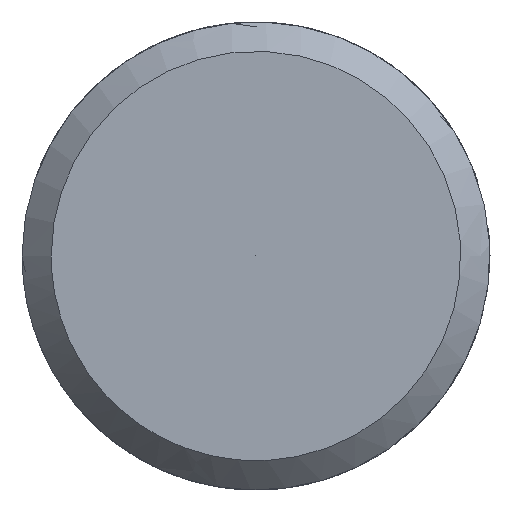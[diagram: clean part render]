
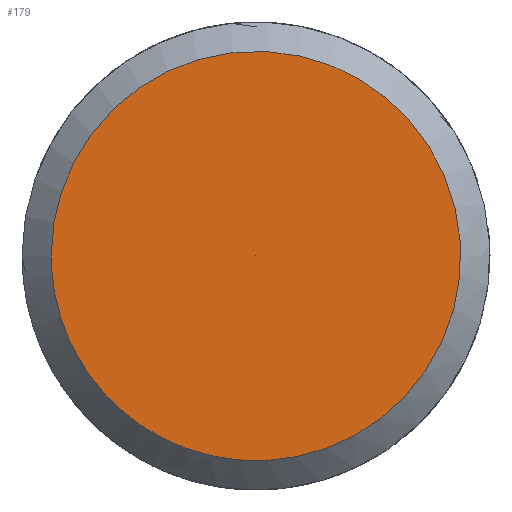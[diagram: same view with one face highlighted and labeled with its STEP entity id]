
A CAD part, left-side view. The second image highlights one B-rep face of the part: STEP entity #179.
In plain terms, the highlighted free-form (B-spline) face has degree [5, 1] with [6, 2] control points.
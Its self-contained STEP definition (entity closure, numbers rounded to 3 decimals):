
#107 = CARTESIAN_POINT ('', (-50., 1.75, 0.));
#108 = VERTEX_POINT ('', #107);
#116 = CARTESIAN_POINT ('', (-50., 1.75, 0.));
#117 = CARTESIAN_POINT ('', (-50., 1.75, 7.));
#118 = CARTESIAN_POINT ('', (-50., -5.25, 3.5));
#119 = CARTESIAN_POINT ('', (-50., -5.25, -3.5));
#120 = CARTESIAN_POINT ('', (-50., 1.75, -7.));
#121 = CARTESIAN_POINT ('', (-50., 1.75, 0.));
#122 = (
   BOUNDED_CURVE ()
   B_SPLINE_CURVE (5, (#116, #117, #118, #119, #120, #121), .UNSPECIFIED., .T., .U.)
   B_SPLINE_CURVE_WITH_KNOTS ((6, 6), (0., 1.), .UNSPECIFIED.)
   CURVE ()
   GEOMETRIC_REPRESENTATION_ITEM ()
   RATIONAL_B_SPLINE_CURVE ((5., 1., 1., 1., 1., 5.))
   REPRESENTATION_ITEM ('')
);
#123 = EDGE_CURVE ('', #108, #108, #122, .T.);
#155 = CARTESIAN_POINT ('', (-50., 0., 0.));
#156 = VERTEX_POINT ('', #155);
#157 = CARTESIAN_POINT ('', (-50., 0., 0.));
#158 = CARTESIAN_POINT ('', (-50., 1.75, 0.));
#159 = B_SPLINE_CURVE_WITH_KNOTS ('', 1, (#157, #158), .UNSPECIFIED., .F., .U., (2, 2), (0., 1.), .UNSPECIFIED.);
#160 = EDGE_CURVE ('', #156, #108, #159, .T.);
#161 = ORIENTED_EDGE ('', *, *, #160, .F.);
#162 = ORIENTED_EDGE ('', *, *, #160, .T.);
#163 = ORIENTED_EDGE ('', *, *, #123, .F.);
#164 = EDGE_LOOP ('', (#161, #162, #163));
#165 = FACE_OUTER_BOUND ('', #164, .T.);
#166 = CARTESIAN_POINT ('', (-50., 0., 0.));
#167 = CARTESIAN_POINT ('', (-50., 1.75, 0.));
#168 = CARTESIAN_POINT ('', (-50., 0., 0.));
#169 = CARTESIAN_POINT ('', (-50., 1.75, 7.));
#170 = CARTESIAN_POINT ('', (-50., 0., 0.));
#171 = CARTESIAN_POINT ('', (-50., -5.25, 3.5));
#172 = CARTESIAN_POINT ('', (-50., 0., 0.));
#173 = CARTESIAN_POINT ('', (-50., -5.25, -3.5));
#174 = CARTESIAN_POINT ('', (-50., 0., 0.));
#175 = CARTESIAN_POINT ('', (-50., 1.75, -7.));
#176 = CARTESIAN_POINT ('', (-50., 0., 0.));
#177 = CARTESIAN_POINT ('', (-50., 1.75, 0.));
#178 = (
   BOUNDED_SURFACE ()
   B_SPLINE_SURFACE (5, 1, ((#166, #167), (#168, #169), (#170, #171), (#172, #173), (#174, #175), (#176, #177)), .UNSPECIFIED., .T., .F., .U.)
   B_SPLINE_SURFACE_WITH_KNOTS ((6, 6), (2, 2), (0., 1.), (0., 1.), .UNSPECIFIED.)
   SURFACE ()
   GEOMETRIC_REPRESENTATION_ITEM ()
   RATIONAL_B_SPLINE_SURFACE (((5., 5.), (1., 1.), (1., 1.), (1., 1.), (1., 1.), (5., 5.)))
   REPRESENTATION_ITEM ('')
);
#179 = ADVANCED_FACE ('', (#165), #178, .T.);
